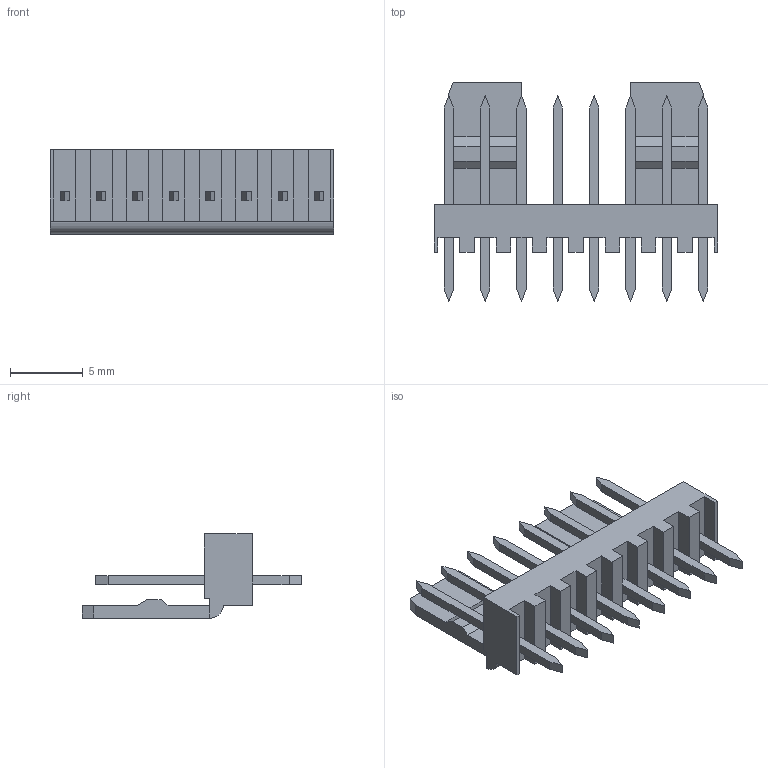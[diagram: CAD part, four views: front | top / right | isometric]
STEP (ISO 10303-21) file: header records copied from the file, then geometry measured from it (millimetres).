
FILE_DESCRIPTION((''),'2;1');
FILE_NAME('022111081','2013-12-25T',('me'),(''),'PRO/ENGINEER BY PARAMETRIC TECHNOLOGY CORPORATION, 2011490','PRO/ENGINEER BY PARAMETRIC TECHNOLOGY CORPORATION, 2011490','');
FILE_SCHEMA(('CONFIG_CONTROL_DESIGN'));
Length unit declared in the file: millimetre
Products named in the file (1): 022111081
Bounding box: 19.5 x 15.1 x 5.8 mm (x, y, z)
Volume: 376.3 mm3; surface area: 899.7 mm2
Topology: 1 solids, 1 shells, 191 faces, 514 edges, 348 vertices
Faces by surface type: plane 190, cylinder 1
Entity records: 5905 total; most frequent: CARTESIAN_POINT 1039, ORIENTED_EDGE 996, DIRECTION 918, EDGE_CURVE 498, VECTOR 496, LINE 496, VERTEX_POINT 332, EDGE_LOOP 214
